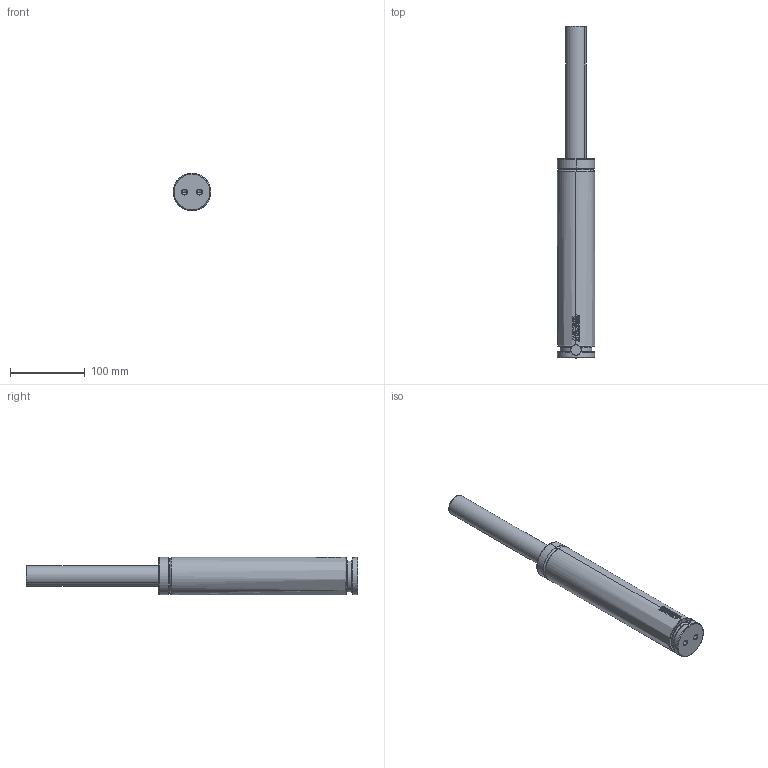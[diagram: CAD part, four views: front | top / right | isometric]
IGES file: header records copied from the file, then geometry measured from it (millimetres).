
Start section: SolidWorks IGES file using analytic representation for surfaces
Global section: file name: MX1000-175.igs; native system: SolidWorks 2014; preprocessor: SolidWorks 2014; author: thevault; date: 190319.170507; units: millimetre
Bounding box: 50 x 445 x 50.11 mm (x, y, z)
Surface area: 91761 mm2 (no closed solid volume)
Topology: 0 solids, 0 shells, 133 faces, 1795 edges, 1776 vertices
Faces by surface type: bspline 85, revolution 48
